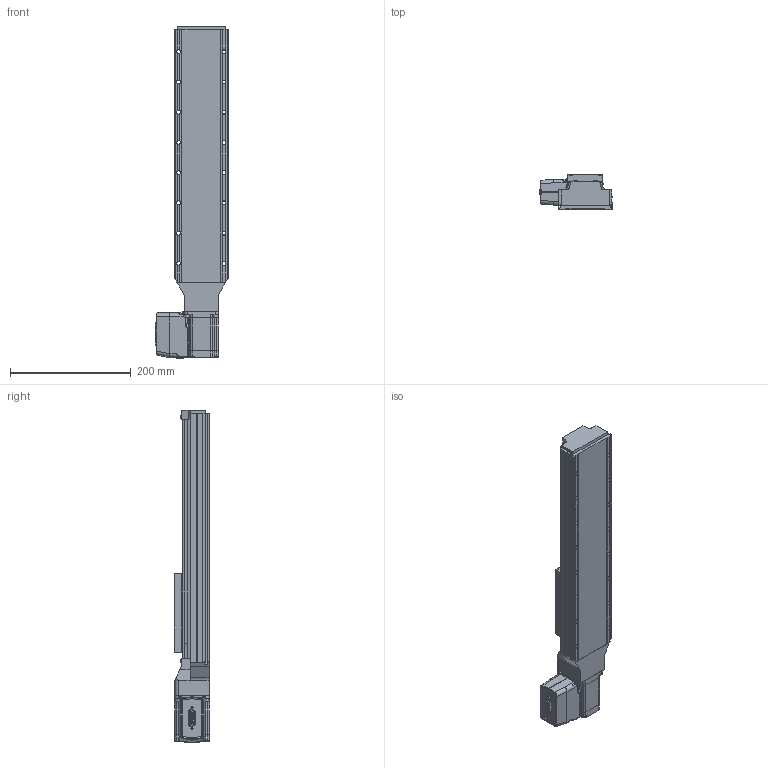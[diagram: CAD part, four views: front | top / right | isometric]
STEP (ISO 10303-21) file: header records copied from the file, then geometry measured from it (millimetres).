
FILE_DESCRIPTION (( 'STEP AP203' ), '1' );
FILE_NAME ('LRT0250xL-CT3A.step', '2023-05-25T20:43:34', ( '' ), ( '' ), 'SwSTEP 2.0', 'SolidWorks 2019', '' );
FILE_SCHEMA (( 'CONFIG_CONTROL_DESIGN' ));
Length unit declared in the file: millimetre
Products named in the file (4): LRT_base^LRT_LRT0250; LRT0250xL-CT3A; LRT_motor^LRT_LRT-T3A; LRT_carriage^LRT_LRT
Assembly tree (3 placements, depth 2):
  LRT0250xL-CT3A
    LRT_base^LRT_LRT0250
    LRT_motor^LRT_LRT-T3A
    LRT_carriage^LRT_LRT
Bounding box: 120.76 x 58 x 549 mm (x, y, z)
Volume: 2051451.7 mm3; surface area: 293658.3 mm2
Topology: 30 solids, 30 shells, 793 faces, 2055 edges, 1360 vertices
Faces by surface type: plane 469, cylinder 296, bspline 18, sphere 4, torus 4, cone 2
Entity records: 25702 total; most frequent: CARTESIAN_POINT 5615, DIRECTION 4101, ORIENTED_EDGE 4078, EDGE_CURVE 2039, AXIS2_PLACEMENT_3D 1391, VERTEX_POINT 1352, LINE 1319, VECTOR 1319
